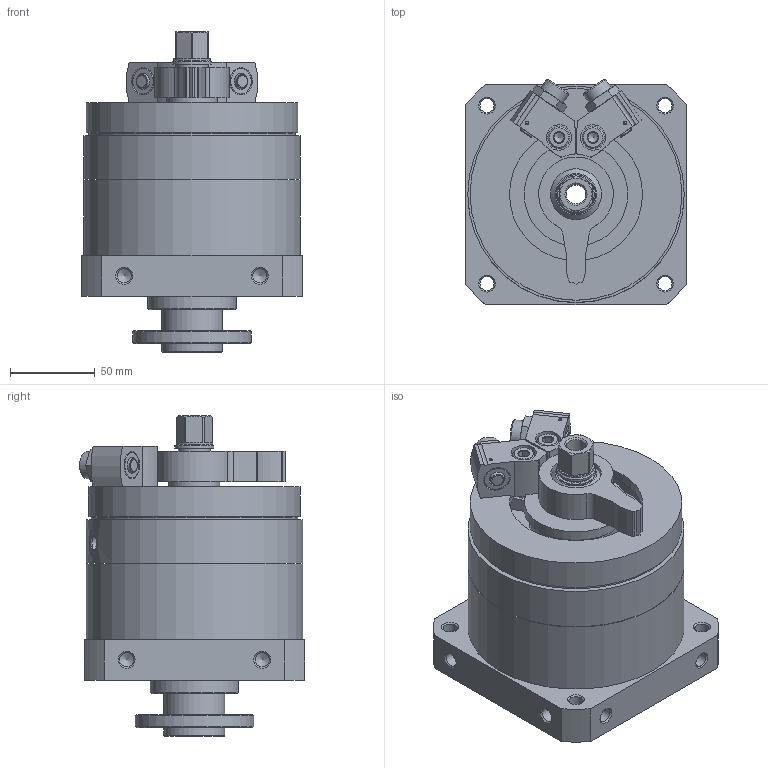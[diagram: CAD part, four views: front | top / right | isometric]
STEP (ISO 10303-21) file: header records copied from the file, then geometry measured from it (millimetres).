
FILE_DESCRIPTION(/* description */ ('STEP AP214'),/* implementation_level */ '2;1');
FILE_NAME(/* name */ '1145111_DSM-T-40-270-P-FW-A-B',/* time_stamp */ '2024-08-21T19:46:29+02:00',/* author */ ('License CC BY-ND 4.0'),/* organization */ ('CADENAS'),/* preprocessor_version */ 'ST-DEVELOPER v19.3',/* originating_system */ 'PARTsolutions',/* authorisation */ ' ');
FILE_SCHEMA (('AUTOMOTIVE_DESIGN {1 0 10303 214 3 1 1}'));
Length unit declared in the file: millimetre
Products named in the file (10): 1145111 DSM-T-40-270-P-FW-A-B--(0); 547587 DSM-40-270-P-FW-A-B_G---(T); 704067 DSM-40-BR---(HZ); 710518 DSM-40-P-B; 371076 SLT-20; 342623 DSM-40_NS; DIN-912 - M8x30(F); 348988 SPZ-25-P-A M16X1-5-19; 704066 DSM-40-BL---(HZ); 547587 DSM-40-270-P-FW-A-B_K---(T)
Assembly tree (14 placements, depth 2):
  1145111 DSM-T-40-270-P-FW-A-B--(0)
    547587 DSM-40-270-P-FW-A-B_G---(T)
    704067 DSM-40-BR---(HZ)
    710518 DSM-40-P-B  x2
    371076 SLT-20  x2
    342623 DSM-40_NS  x2
    DIN-912 - M8x30(F)  x2
    348988 SPZ-25-P-A M16X1-5-19  x2
    704066 DSM-40-BL---(HZ)
    547587 DSM-40-270-P-FW-A-B_K---(T)
Bounding box: 130 x 132.86 x 188.8 mm (x, y, z)
Volume: 1510379.9 mm3; surface area: 211868.7 mm2
Topology: 14 solids, 14 shells, 399 faces, 909 edges, 566 vertices
Faces by surface type: plane 163, cylinder 123, cone 107, torus 6
Full cylindrical faces by diameter (mm): 1.567 x2, 6.647 x6, 8 x2, 8.376 x10, 8.566 x2, 9 x6, 9.6 x2, 11.445 x1, 13 x2, 14.917 x4, 15 x4, 16 x2, 19 x1, 21.5 x1, 23 x2, 30 x3, 36 x2, 52 x1, 53 x1, 61 x1, 70 x1, 78.5 x1, 90 x1, 102 x2, 122 x1, 125 x1, 127.65 x2
Entity records: 8683 total; most frequent: CARTESIAN_POINT 1570, DIRECTION 1517, ORIENTED_EDGE 1148, AXIS2_PLACEMENT_3D 650, EDGE_CURVE 574, FACE_BOUND 535, EDGE_LOOP 525, VERTEX_POINT 443
